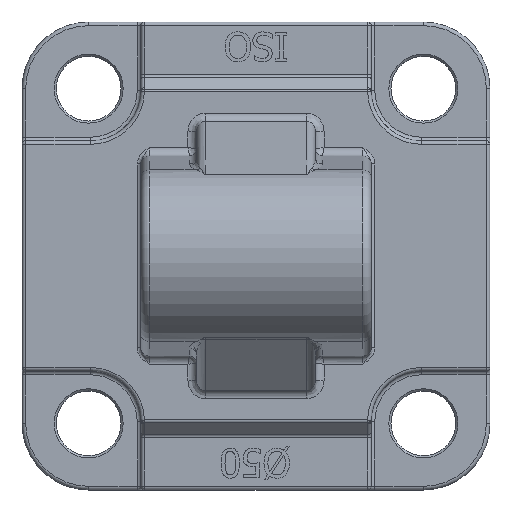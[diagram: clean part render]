
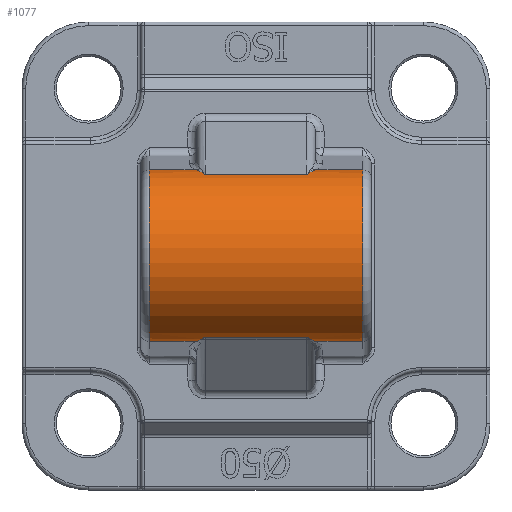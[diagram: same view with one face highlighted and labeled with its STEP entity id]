
A CAD part, top view. The second image highlights one B-rep face of the part: STEP entity #1077.
In plain terms, the highlighted cylindrical face has radius 12 mm (diameter 24 mm), a partial arc.
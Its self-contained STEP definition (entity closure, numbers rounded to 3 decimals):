
#891=CARTESIAN_POINT('',(8.31,-11.915,28.426));
#892=VERTEX_POINT('',#891);
#937=CARTESIAN_POINT('',(7.654,-11.619,30.));
#938=VERTEX_POINT('',#937);
#968=CARTESIAN_POINT('',(8.31,-11.915,28.426));
#969=CARTESIAN_POINT('',(8.106,-11.851,28.96));
#970=CARTESIAN_POINT('',(7.883,-11.752,29.486));
#971=CARTESIAN_POINT('',(7.654,-11.619,30.));
#972=B_SPLINE_CURVE_WITH_KNOTS('',3,(#968,#969,#970,#971),.UNSPECIFIED.,.F.,.U.,(4,4),(0.,0.185),.UNSPECIFIED.);
#973=EDGE_CURVE('',#892,#938,#972,.T.);
#978=CARTESIAN_POINT('',(0.0,0.0,27.0));
#979=DIRECTION('',(1.0,0.0,0.0));
#980=DIRECTION('',(0.0,0.993,0.119));
#981=AXIS2_PLACEMENT_3D('',#978,#979,#980);
#982=CYLINDRICAL_SURFACE('',#981,12.);
#983=CARTESIAN_POINT('',(-7.654,-11.619,30.));
#984=VERTEX_POINT('',#983);
#985=CARTESIAN_POINT('',(-7.654,-11.619,30.));
#986=DIRECTION('',(1.0,0.0,0.0));
#987=VECTOR('',#986,15.307);
#988=LINE('',#985,#987);
#989=EDGE_CURVE('',#984,#938,#988,.T.);
#990=ORIENTED_EDGE('',*,*,#989,.T.);
#991=ORIENTED_EDGE('',*,*,#973,.F.);
#992=CARTESIAN_POINT('',(14.8,-11.915,28.426));
#993=VERTEX_POINT('',#992);
#994=CARTESIAN_POINT('',(8.31,-11.915,28.426));
#995=DIRECTION('',(1.0,0.0,0.0));
#996=VECTOR('',#995,6.49);
#997=LINE('',#994,#996);
#998=EDGE_CURVE('',#892,#993,#997,.T.);
#999=ORIENTED_EDGE('',*,*,#998,.T.);
#1000=CARTESIAN_POINT('',(14.8,11.915,28.426));
#1001=VERTEX_POINT('',#1000);
#1002=CARTESIAN_POINT('',(14.8,0.0,27.0));
#1003=DIRECTION('',(1.0,0.0,0.0));
#1004=DIRECTION('',(0.0,0.0,1.0));
#1005=AXIS2_PLACEMENT_3D('',#1002,#1003,#1004);
#1006=CIRCLE('',#1005,12.);
#1007=EDGE_CURVE('',#1001,#993,#1006,.T.);
#1008=ORIENTED_EDGE('',*,*,#1007,.F.);
#1009=CARTESIAN_POINT('',(8.31,11.915,28.426));
#1010=VERTEX_POINT('',#1009);
#1011=CARTESIAN_POINT('',(8.31,11.915,28.426));
#1012=DIRECTION('',(1.0,0.0,0.0));
#1013=VECTOR('',#1012,6.49);
#1014=LINE('',#1011,#1013);
#1015=EDGE_CURVE('',#1010,#1001,#1014,.T.);
#1016=ORIENTED_EDGE('',*,*,#1015,.F.);
#1017=CARTESIAN_POINT('',(7.654,11.619,30.));
#1018=VERTEX_POINT('',#1017);
#1019=CARTESIAN_POINT('',(7.654,11.619,30.));
#1020=CARTESIAN_POINT('',(7.883,11.752,29.486));
#1021=CARTESIAN_POINT('',(8.106,11.851,28.96));
#1022=CARTESIAN_POINT('',(8.31,11.915,28.426));
#1023=B_SPLINE_CURVE_WITH_KNOTS('',3,(#1019,#1020,#1021,#1022),.UNSPECIFIED.,.F.,.U.,(4,4),(-0.185,0.0),.UNSPECIFIED.);
#1024=EDGE_CURVE('',#1018,#1010,#1023,.T.);
#1025=ORIENTED_EDGE('',*,*,#1024,.F.);
#1026=CARTESIAN_POINT('',(-7.654,11.619,30.));
#1027=VERTEX_POINT('',#1026);
#1028=CARTESIAN_POINT('',(7.654,11.619,30.));
#1029=DIRECTION('',(-1.0,0.0,0.0));
#1030=VECTOR('',#1029,15.307);
#1031=LINE('',#1028,#1030);
#1032=EDGE_CURVE('',#1018,#1027,#1031,.T.);
#1033=ORIENTED_EDGE('',*,*,#1032,.T.);
#1034=CARTESIAN_POINT('',(-8.31,11.915,28.426));
#1035=VERTEX_POINT('',#1034);
#1036=CARTESIAN_POINT('',(-8.31,11.915,28.426));
#1037=CARTESIAN_POINT('',(-8.106,11.851,28.96));
#1038=CARTESIAN_POINT('',(-7.883,11.752,29.486));
#1039=CARTESIAN_POINT('',(-7.654,11.619,30.));
#1040=B_SPLINE_CURVE_WITH_KNOTS('',3,(#1036,#1037,#1038,#1039),.UNSPECIFIED.,.F.,.U.,(4,4),(0.0,0.185),.UNSPECIFIED.);
#1041=EDGE_CURVE('',#1035,#1027,#1040,.T.);
#1042=ORIENTED_EDGE('',*,*,#1041,.F.);
#1043=CARTESIAN_POINT('',(-14.8,11.915,28.426));
#1044=VERTEX_POINT('',#1043);
#1045=CARTESIAN_POINT('',(-14.8,11.915,28.426));
#1046=DIRECTION('',(1.0,0.0,0.0));
#1047=VECTOR('',#1046,6.49);
#1048=LINE('',#1045,#1047);
#1049=EDGE_CURVE('',#1044,#1035,#1048,.T.);
#1050=ORIENTED_EDGE('',*,*,#1049,.F.);
#1051=CARTESIAN_POINT('',(-14.8,-11.915,28.426));
#1052=VERTEX_POINT('',#1051);
#1053=CARTESIAN_POINT('',(-14.8,0.0,27.0));
#1054=DIRECTION('',(-1.0,0.0,0.0));
#1055=DIRECTION('',(0.0,0.0,1.0));
#1056=AXIS2_PLACEMENT_3D('',#1053,#1054,#1055);
#1057=CIRCLE('',#1056,12.);
#1058=EDGE_CURVE('',#1052,#1044,#1057,.T.);
#1059=ORIENTED_EDGE('',*,*,#1058,.F.);
#1060=CARTESIAN_POINT('',(-8.31,-11.915,28.426));
#1061=VERTEX_POINT('',#1060);
#1062=CARTESIAN_POINT('',(-14.8,-11.915,28.426));
#1063=DIRECTION('',(1.0,0.0,0.0));
#1064=VECTOR('',#1063,6.49);
#1065=LINE('',#1062,#1064);
#1066=EDGE_CURVE('',#1052,#1061,#1065,.T.);
#1067=ORIENTED_EDGE('',*,*,#1066,.T.);
#1068=CARTESIAN_POINT('',(-7.654,-11.619,30.));
#1069=CARTESIAN_POINT('',(-7.883,-11.752,29.486));
#1070=CARTESIAN_POINT('',(-8.106,-11.851,28.96));
#1071=CARTESIAN_POINT('',(-8.31,-11.915,28.426));
#1072=B_SPLINE_CURVE_WITH_KNOTS('',3,(#1068,#1069,#1070,#1071),.UNSPECIFIED.,.F.,.U.,(4,4),(-0.185,0.0),.UNSPECIFIED.);
#1073=EDGE_CURVE('',#984,#1061,#1072,.T.);
#1074=ORIENTED_EDGE('',*,*,#1073,.F.);
#1075=EDGE_LOOP('',(#990,#991,#999,#1008,#1016,#1025,#1033,#1042,#1050,#1059,#1067,#1074));
#1076=FACE_OUTER_BOUND('',#1075,.T.);
#1077=ADVANCED_FACE('',(#1076),#982,.T.);
